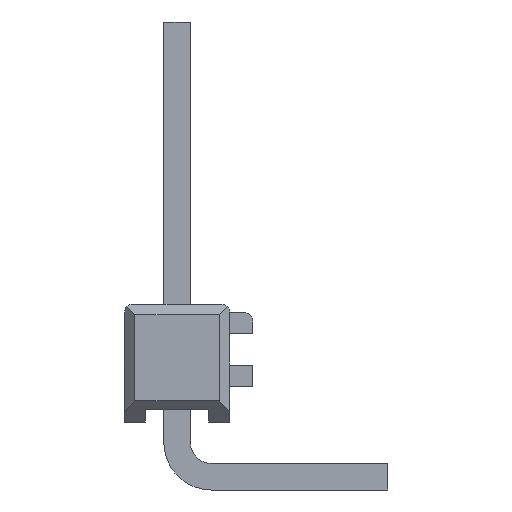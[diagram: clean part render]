
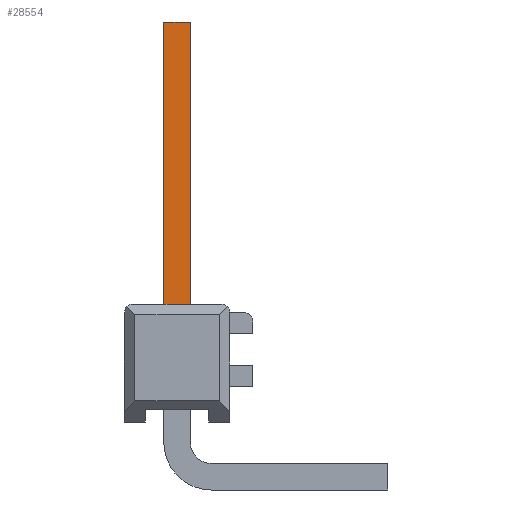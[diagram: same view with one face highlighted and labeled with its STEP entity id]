
A CAD part, left-side view. The second image highlights one B-rep face of the part: STEP entity #28554.
In plain terms, the highlighted planar face has unit normal (-1, 0, 0).
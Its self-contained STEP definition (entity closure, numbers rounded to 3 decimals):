
#5558=DIRECTION('',(0.,1.,0.));
#5559=VECTOR('',#5558,0.63);
#5560=CARTESIAN_POINT('',(-44.765,-0.315,0.));
#5561=LINE('',#5560,#5559);
#6554=DIRECTION('',(0.,0.,-1.));
#6555=VECTOR('',#6554,6.7);
#6556=CARTESIAN_POINT('',(-44.765,0.315,6.7));
#6557=LINE('',#6556,#6555);
#6571=DIRECTION('',(0.,0.,-1.));
#6572=VECTOR('',#6571,6.7);
#6573=CARTESIAN_POINT('',(-44.765,-0.315,6.7));
#6574=LINE('',#6573,#6572);
#6662=DIRECTION('',(0.,1.,0.));
#6663=VECTOR('',#6662,0.63);
#6664=CARTESIAN_POINT('',(-44.765,-0.315,6.7));
#6665=LINE('',#6664,#6663);
#17070=CARTESIAN_POINT('',(-44.765,0.315,6.7));
#17072=VERTEX_POINT('',#17070);
#17076=CARTESIAN_POINT('',(-44.765,-0.315,6.7));
#17077=VERTEX_POINT('',#17076);
#17110=CARTESIAN_POINT('',(-44.765,0.315,0.));
#17112=VERTEX_POINT('',#17110);
#17116=CARTESIAN_POINT('',(-44.765,-0.315,0.));
#17117=VERTEX_POINT('',#17116);
#28541=CARTESIAN_POINT('',(-44.765,-0.315,6.7));
#28542=DIRECTION('',(-1.,0.,0.));
#28543=DIRECTION('',(0.,1.,0.));
#28544=AXIS2_PLACEMENT_3D('',#28541,#28542,#28543);
#28545=PLANE('',#28544);
#28546=ORIENTED_EDGE('',*,*,#27641,.T.);
#28547=ORIENTED_EDGE('',*,*,#28514,.F.);
#28549=ORIENTED_EDGE('',*,*,#28548,.F.);
#28551=ORIENTED_EDGE('',*,*,#28550,.T.);
#28552=EDGE_LOOP('',(#28546,#28547,#28549,#28551));
#28553=FACE_OUTER_BOUND('',#28552,.F.);
#27641=EDGE_CURVE('',#17117,#17112,#5561,.T.);
#28514=EDGE_CURVE('',#17072,#17112,#6557,.T.);
#28548=EDGE_CURVE('',#17077,#17072,#6665,.T.);
#28550=EDGE_CURVE('',#17077,#17117,#6574,.T.);
#28554=ADVANCED_FACE('',(#28553),#28545,.T.);
